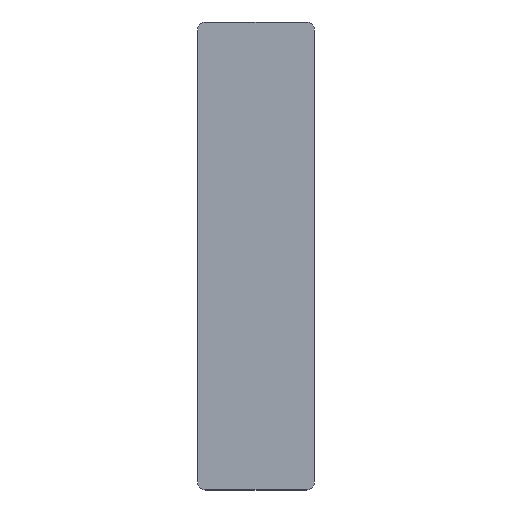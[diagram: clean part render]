
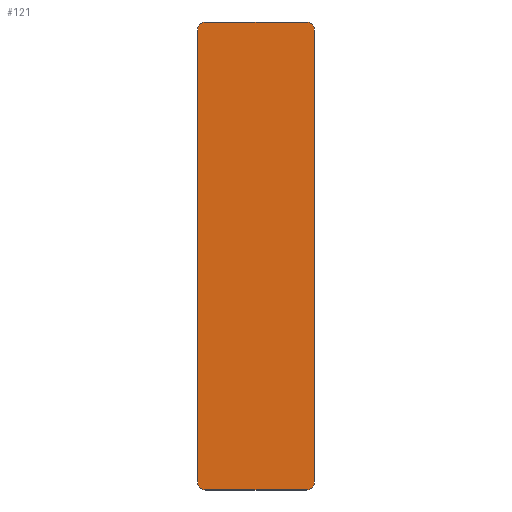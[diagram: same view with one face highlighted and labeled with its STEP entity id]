
A CAD part, top view. The second image highlights one B-rep face of the part: STEP entity #121.
In plain terms, the highlighted planar face has unit normal (0, 0, 1).
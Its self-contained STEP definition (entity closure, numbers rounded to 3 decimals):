
#109=CIRCLE('',#278,0.794);
#110=CIRCLE('',#279,0.794);
#111=CIRCLE('',#280,0.794);
#112=CIRCLE('',#281,0.794);
#121=ADVANCED_FACE('',(#137),#131,.T.);
#131=PLANE('',#282);
#137=FACE_OUTER_BOUND('',#147,.T.);
#147=EDGE_LOOP('',(#169,#170,#171,#172,#173,#174,#175,#176));
#169=ORIENTED_EDGE('',*,*,#231,.T.);
#170=ORIENTED_EDGE('',*,*,#233,.T.);
#171=ORIENTED_EDGE('',*,*,#217,.T.);
#172=ORIENTED_EDGE('',*,*,#234,.T.);
#173=ORIENTED_EDGE('',*,*,#221,.T.);
#174=ORIENTED_EDGE('',*,*,#235,.T.);
#175=ORIENTED_EDGE('',*,*,#227,.T.);
#176=ORIENTED_EDGE('',*,*,#236,.T.);
#201=VERTEX_POINT('',#348);
#202=VERTEX_POINT('',#349);
#205=VERTEX_POINT('',#357);
#206=VERTEX_POINT('',#358);
#211=VERTEX_POINT('',#369);
#212=VERTEX_POINT('',#371);
#215=VERTEX_POINT('',#378);
#216=VERTEX_POINT('',#380);
#217=EDGE_CURVE('',#201,#202,#241,.T.);
#221=EDGE_CURVE('',#205,#206,#245,.T.);
#227=EDGE_CURVE('',#212,#211,#251,.T.);
#231=EDGE_CURVE('',#216,#215,#255,.T.);
#233=EDGE_CURVE('',#215,#201,#109,.T.);
#234=EDGE_CURVE('',#202,#205,#110,.T.);
#235=EDGE_CURVE('',#206,#212,#111,.T.);
#236=EDGE_CURVE('',#211,#216,#112,.T.);
#241=LINE('',#347,#257);
#245=LINE('',#356,#261);
#251=LINE('',#370,#267);
#255=LINE('',#379,#271);
#257=VECTOR('',#294,1.);
#261=VECTOR('',#300,1.);
#267=VECTOR('',#308,1.);
#271=VECTOR('',#314,1.);
#278=AXIS2_PLACEMENT_3D('',#383,#318,#319);
#279=AXIS2_PLACEMENT_3D('',#384,#320,#321);
#280=AXIS2_PLACEMENT_3D('',#385,#322,#323);
#281=AXIS2_PLACEMENT_3D('',#386,#324,#325);
#282=AXIS2_PLACEMENT_3D('',#387,#326,#327);
#294=DIRECTION('',(0.,-1.,0.));
#300=DIRECTION('',(1.,0.,0.));
#308=DIRECTION('',(0.,1.,0.));
#314=DIRECTION('',(-1.,0.,0.));
#318=DIRECTION('',(0.,0.,1.));
#319=DIRECTION('',(1.,0.,0.));
#320=DIRECTION('',(0.,0.,1.));
#321=DIRECTION('',(1.,0.,0.));
#322=DIRECTION('',(0.,0.,1.));
#323=DIRECTION('',(1.,0.,0.));
#324=DIRECTION('',(0.,0.,1.));
#325=DIRECTION('',(1.,0.,0.));
#326=DIRECTION('',(0.,0.,1.));
#327=DIRECTION('',(1.,0.,0.));
#347=CARTESIAN_POINT('',(-5.75,23.,2.));
#348=CARTESIAN_POINT('',(-5.75,22.206,2.));
#349=CARTESIAN_POINT('',(-5.75,-22.206,2.));
#356=CARTESIAN_POINT('',(-5.75,-23.,2.));
#357=CARTESIAN_POINT('',(-4.956,-23.,2.));
#358=CARTESIAN_POINT('',(4.956,-23.,2.));
#369=CARTESIAN_POINT('',(5.75,22.206,2.));
#370=CARTESIAN_POINT('',(5.75,-23.,2.));
#371=CARTESIAN_POINT('',(5.75,-22.206,2.));
#378=CARTESIAN_POINT('',(-4.956,23.,2.));
#379=CARTESIAN_POINT('',(5.75,23.,2.));
#380=CARTESIAN_POINT('',(4.956,23.,2.));
#383=CARTESIAN_POINT('',(-4.956,22.206,2.));
#384=CARTESIAN_POINT('',(-4.956,-22.206,2.));
#385=CARTESIAN_POINT('',(4.956,-22.206,2.));
#386=CARTESIAN_POINT('',(4.956,22.206,2.));
#387=CARTESIAN_POINT('',(0.,0.,2.));
